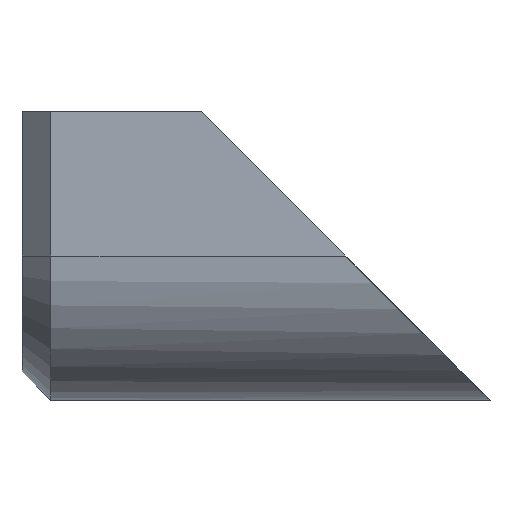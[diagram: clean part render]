
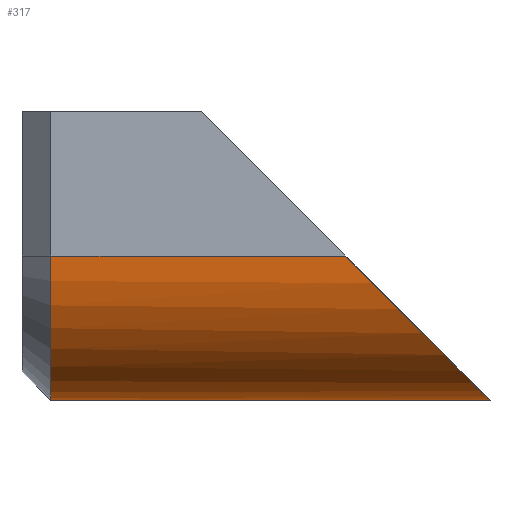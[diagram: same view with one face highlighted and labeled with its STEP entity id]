
A CAD part, left-side view. The second image highlights one B-rep face of the part: STEP entity #317.
In plain terms, the highlighted cylindrical face has radius 5 mm (diameter 10 mm), a partial arc.
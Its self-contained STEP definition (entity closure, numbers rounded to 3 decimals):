
#170=CARTESIAN_POINT('',(-15.,14.,-57.));
#171=VERTEX_POINT('',#170);
#180=CARTESIAN_POINT('',(-15.,29.2,-57.));
#181=VERTEX_POINT('',#180);
#182=CARTESIAN_POINT('',(-15.,29.2,-57.));
#183=DIRECTION('',(0.,-1.,0.));
#184=VECTOR('',#183,15.2);
#185=LINE('',#182,#184);
#186=EDGE_CURVE('',#181,#171,#185,.T.);
#285=CARTESIAN_POINT('',(-15.,30.2,-52.));
#286=DIRECTION('',(0.,-1.,0.));
#287=DIRECTION('',(-1.,-0.,-0.));
#288=AXIS2_PLACEMENT_3D('',#285,#286,#287);
#289=CYLINDRICAL_SURFACE('',#288,5.);
#290=CARTESIAN_POINT('',(-20.,19.,-52.));
#291=VERTEX_POINT('',#290);
#292=CARTESIAN_POINT('',(-15.,19.,-52.));
#293=DIRECTION('',(0.,-0.707,0.707));
#294=DIRECTION('',(0.,-0.707,-0.707));
#295=AXIS2_PLACEMENT_3D('',#292,#293,#294);
#296=ELLIPSE('',#295,7.071,5.);
#297=EDGE_CURVE('',#291,#171,#296,.T.);
#298=ORIENTED_EDGE('',*,*,#297,.F.);
#299=CARTESIAN_POINT('',(-20.,29.2,-52.));
#300=VERTEX_POINT('',#299);
#301=CARTESIAN_POINT('',(-20.,29.2,-52.));
#302=DIRECTION('',(0.,-1.,0.));
#303=VECTOR('',#302,10.2);
#304=LINE('',#301,#303);
#305=EDGE_CURVE('',#300,#291,#304,.T.);
#306=ORIENTED_EDGE('',*,*,#305,.F.);
#307=CARTESIAN_POINT('',(-15.,29.2,-52.));
#308=DIRECTION('',(-0.,-1.,-0.));
#309=DIRECTION('',(0.,-0.,1.));
#310=AXIS2_PLACEMENT_3D('',#307,#308,#309);
#311=CIRCLE('',#310,5.);
#312=EDGE_CURVE('',#300,#181,#311,.T.);
#313=ORIENTED_EDGE('',*,*,#312,.T.);
#314=ORIENTED_EDGE('',*,*,#186,.T.);
#315=EDGE_LOOP('',(#298,#306,#313,#314));
#316=FACE_BOUND('',#315,.T.);
#317=ADVANCED_FACE('',(#316),#289,.T.);
